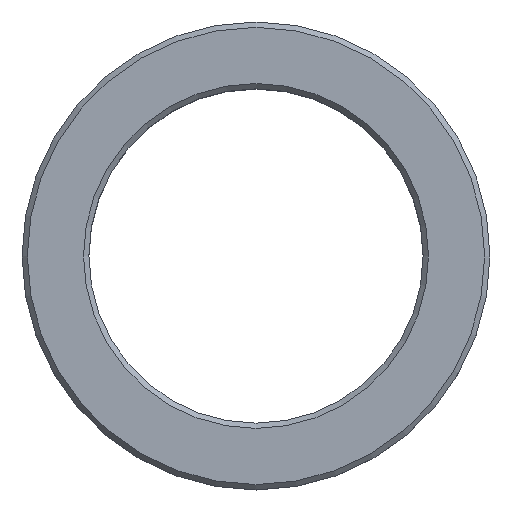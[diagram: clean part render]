
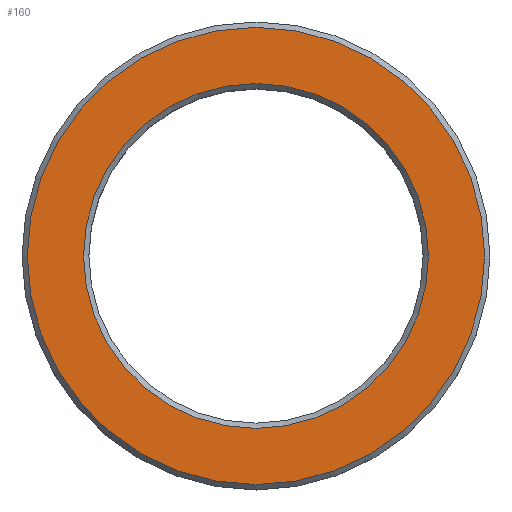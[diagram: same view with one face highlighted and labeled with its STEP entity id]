
A CAD part, top view. The second image highlights one B-rep face of the part: STEP entity #160.
In plain terms, the highlighted planar face has unit normal (0, 0, 1).
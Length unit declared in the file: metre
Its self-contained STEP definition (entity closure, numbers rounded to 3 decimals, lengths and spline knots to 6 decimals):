
#160=ADVANCED_FACE('',(#189,#190),#191,.T.);
#189=FACE_BOUND('',#900,.T.);
#190=FACE_OUTER_BOUND('',#901,.T.);
#191=PLANE('',#902);
#900=EDGE_LOOP('',(#1636));
#901=EDGE_LOOP('',(#1637));
#902=AXIS2_PLACEMENT_3D('',#1638,#1639,#1640);
#1636=ORIENTED_EDGE('',*,*,#1697,.T.);
#1637=ORIENTED_EDGE('',*,*,#1690,.F.);
#1638=CARTESIAN_POINT('',(0.0342,0.0,0.03));
#1639=DIRECTION('',(0.0,0.,1.0));
#1640=DIRECTION('',(0.0,-1.0,0.));
#1690=EDGE_CURVE('',#1721,#1721,#1722,.T.);
#1697=EDGE_CURVE('',#1733,#1733,#1734,.T.);
#1721=VERTEX_POINT('',#1814);
#1722=CIRCLE('',#1815,0.0342);
#1733=VERTEX_POINT('',#1873);
#1734=CIRCLE('',#1874,0.0258);
#1814=CARTESIAN_POINT('',(0.0,0.0342,0.03));
#1815=AXIS2_PLACEMENT_3D('',#1901,#1902,#1903);
#1873=CARTESIAN_POINT('',(0.0,0.0258,0.03));
#1874=AXIS2_PLACEMENT_3D('',#1916,#1917,#1918);
#1901=CARTESIAN_POINT('',(0.0,0.0,0.03));
#1902=DIRECTION('',(0.0,0.,-1.0));
#1903=DIRECTION('',(0.0,1.0,0.));
#1916=CARTESIAN_POINT('',(0.0,0.0,0.03));
#1917=DIRECTION('',(0.0,0.,-1.0));
#1918=DIRECTION('',(0.0,1.0,0.));
